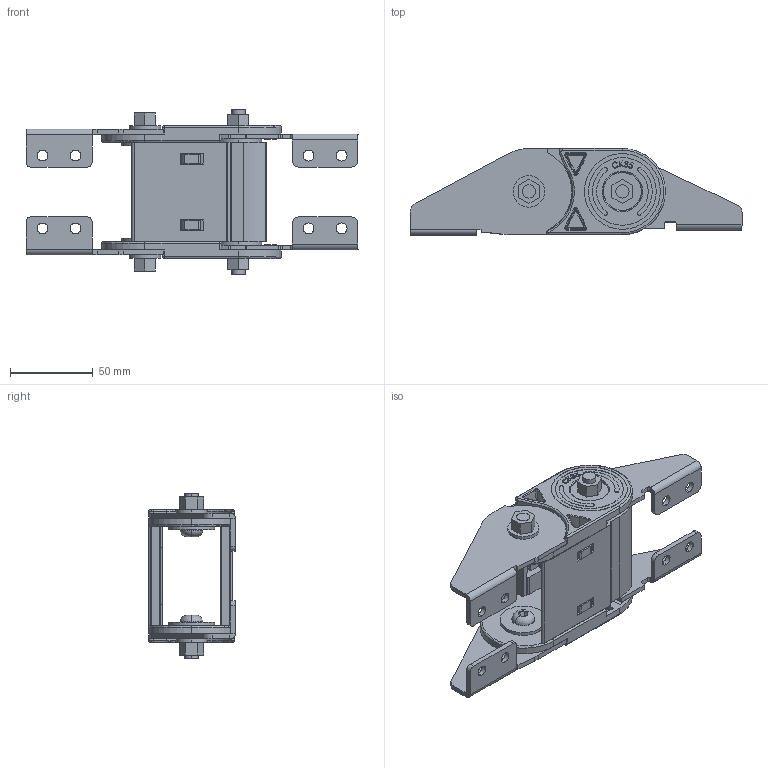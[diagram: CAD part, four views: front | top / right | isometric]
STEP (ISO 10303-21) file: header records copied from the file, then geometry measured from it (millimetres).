
FILE_DESCRIPTION (( 'STEP AP214' ), '1' );
FILE_NAME ('CK35-K060-METAL AYAK.STEP', '2019-09-16T12:01:32', ( '' ), ( '' ), 'SwSTEP 2.0', 'SolidWorks 2017', '' );
FILE_SCHEMA (( 'AUTOMOTIVE_DESIGN' ));
Length unit declared in the file: millimetre
Products named in the file (1): CK35-K060-METAL AYAK
Bounding box: 201.02 x 52.57 x 100.2 mm (x, y, z)
Volume: 126723.2 mm3; surface area: 103336 mm2
Topology: 24 solids, 24 shells, 1318 faces, 3290 edges, 2052 vertices
Faces by surface type: plane 586, cylinder 480, torus 128, bspline 76, cone 28, sphere 20
Entity records: 52838 total; most frequent: CARTESIAN_POINT 21188, ORIENTED_EDGE 6516, DIRECTION 6510, EDGE_CURVE 3258, AXIS2_PLACEMENT_3D 2325, VERTEX_POINT 2052, LINE 1860, VECTOR 1860
